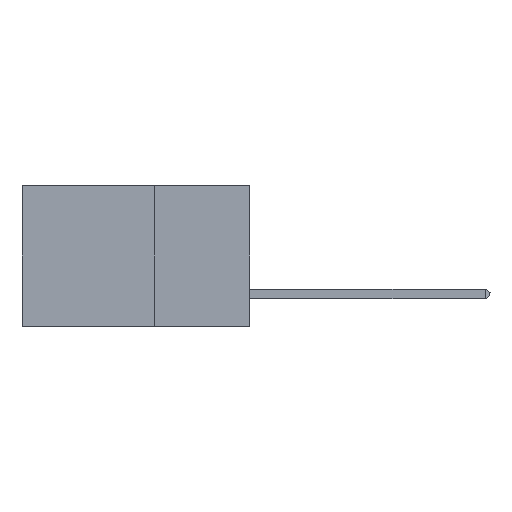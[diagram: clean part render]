
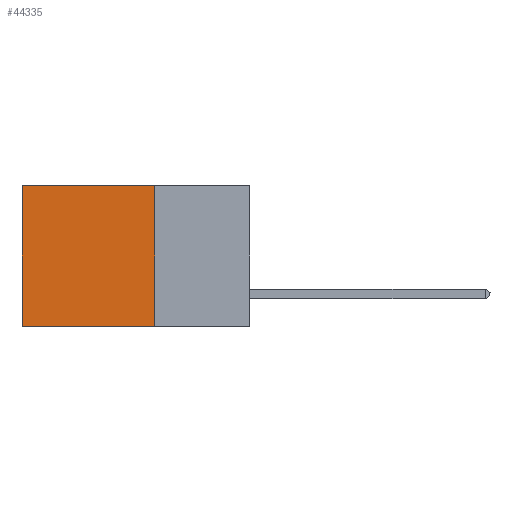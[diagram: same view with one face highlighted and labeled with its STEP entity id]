
A CAD part, left-side view. The second image highlights one B-rep face of the part: STEP entity #44335.
In plain terms, the highlighted planar face has unit normal (-1, 0, 0).
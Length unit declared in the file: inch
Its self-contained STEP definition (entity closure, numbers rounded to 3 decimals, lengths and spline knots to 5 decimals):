
#1108 = EDGE_LOOP ( 'NONE', ( #28073, #32899, #16584, #32355 ) ) ;
#1223 = VERTEX_POINT ( 'NONE', #2946 ) ;
#1981 = VERTEX_POINT ( 'NONE', #25647 ) ;
#2835 = LINE ( 'NONE', #13303, #20716 ) ;
#2946 = CARTESIAN_POINT ( 'NONE',  ( 0.2875, 0.25, 0. ) ) ;
#3981 = DIRECTION ( 'NONE',  ( 0., 1., 0. ) ) ;
#4023 = EDGE_CURVE ( 'NONE', #34075, #36646, #22122, .T. ) ;
#4289 = PLANE ( 'NONE',  #28715 ) ;
#5497 = CARTESIAN_POINT ( 'NONE',  ( 0.2875, 0.25, 0. ) ) ;
#7528 = DIRECTION ( 'NONE',  ( 0., 0., -1. ) ) ;
#7669 = EDGE_CURVE ( 'NONE', #1223, #1981, #30134, .T. ) ;
#8140 = DIRECTION ( 'NONE',  ( 1., 0., 0. ) ) ;
#8561 = CARTESIAN_POINT ( 'NONE',  ( 0.2875, 0.6, -0.37 ) ) ;
#8615 = DIRECTION ( 'NONE',  ( 0., 0., -1. ) ) ;
#10213 = DIRECTION ( 'NONE',  ( 0., 0., -1. ) ) ;
#13303 = CARTESIAN_POINT ( 'NONE',  ( 0.2875, 0.25, -0.37 ) ) ;
#15775 = CARTESIAN_POINT ( 'NONE',  ( 0.2875, 0.25, 0. ) ) ;
#16584 = ORIENTED_EDGE ( 'NONE', *, *, #7669, .F. ) ;
#18911 = VECTOR ( 'NONE', #8615, 39.37008 ) ;
#19841 = LINE ( 'NONE', #15775, #42263 ) ;
#20716 = VECTOR ( 'NONE', #3981, 39.37008 ) ;
#22122 = LINE ( 'NONE', #31709, #36691 ) ;
#25647 = CARTESIAN_POINT ( 'NONE',  ( 0.2875, 0.25, -0.37 ) ) ;
#26033 = CARTESIAN_POINT ( 'NONE',  ( 0.2875, 0.25, 0. ) ) ;
#27434 = EDGE_CURVE ( 'NONE', #1223, #34075, #19841, .T. ) ;
#28073 = ORIENTED_EDGE ( 'NONE', *, *, #4023, .T. ) ;
#28715 = AXIS2_PLACEMENT_3D ( 'NONE', #26033, #8140, #7528 ) ;
#29445 = FACE_OUTER_BOUND ( 'NONE', #1108, .T. ) ;
#29600 = DIRECTION ( 'NONE',  ( 0., 1., 0. ) ) ;
#30134 = LINE ( 'NONE', #5497, #18911 ) ;
#31709 = CARTESIAN_POINT ( 'NONE',  ( 0.2875, 0.6, 0. ) ) ;
#32355 = ORIENTED_EDGE ( 'NONE', *, *, #27434, .T. ) ;
#32899 = ORIENTED_EDGE ( 'NONE', *, *, #34229, .F. ) ;
#34075 = VERTEX_POINT ( 'NONE', #34501 ) ;
#34229 = EDGE_CURVE ( 'NONE', #1981, #36646, #2835, .T. ) ;
#34501 = CARTESIAN_POINT ( 'NONE',  ( 0.2875, 0.6, 0. ) ) ;
#36646 = VERTEX_POINT ( 'NONE', #8561 ) ;
#36691 = VECTOR ( 'NONE', #10213, 39.37008 ) ;
#42263 = VECTOR ( 'NONE', #29600, 39.37008 ) ;
#44335 = ADVANCED_FACE ( 'NONE', ( #29445 ), #4289, .F. ) ;
